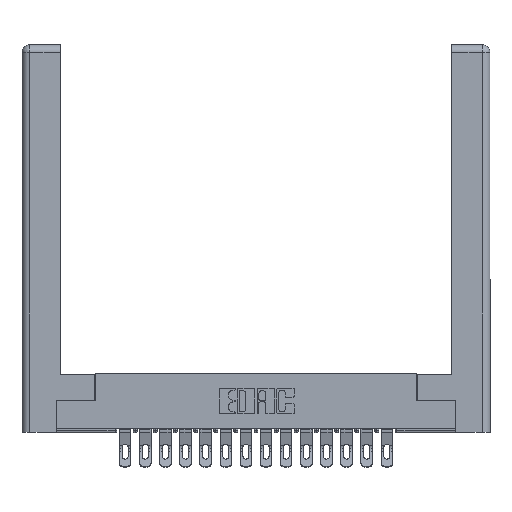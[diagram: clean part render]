
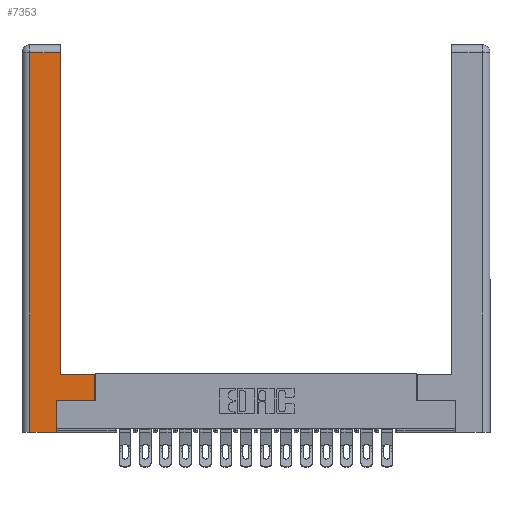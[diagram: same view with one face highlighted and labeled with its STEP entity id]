
A CAD part, top view. The second image highlights one B-rep face of the part: STEP entity #7353.
In plain terms, the highlighted planar face has unit normal (0, 0, 1).
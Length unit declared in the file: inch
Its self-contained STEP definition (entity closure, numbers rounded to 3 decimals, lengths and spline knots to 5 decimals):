
#590 = CARTESIAN_POINT ( 'NONE',  ( 0.0615, 0., 0. ) ) ;
#1274 = CARTESIAN_POINT ( 'NONE',  ( 0.295, 3., 0. ) ) ;
#1342 = CARTESIAN_POINT ( 'NONE',  ( 0.0615, 2.94, 0. ) ) ;
#1616 = LINE ( 'NONE', #11390, #2947 ) ;
#1653 = ORIENTED_EDGE ( 'NONE', *, *, #20380, .T. ) ;
#1664 = ORIENTED_EDGE ( 'NONE', *, *, #16986, .T. ) ;
#1747 = ORIENTED_EDGE ( 'NONE', *, *, #15706, .T. ) ;
#1823 = LINE ( 'NONE', #590, #8400 ) ;
#1989 = VERTEX_POINT ( 'NONE', #20718 ) ;
#2947 = VECTOR ( 'NONE', #9749, 39.37008 ) ;
#3071 = ORIENTED_EDGE ( 'NONE', *, *, #18342, .T. ) ;
#3183 = PLANE ( 'NONE',  #18510 ) ;
#4113 = LINE ( 'NONE', #20610, #13407 ) ;
#4120 = VERTEX_POINT ( 'NONE', #9146 ) ;
#4125 = EDGE_CURVE ( 'NONE', #8461, #14950, #1823, .T. ) ;
#4408 = CARTESIAN_POINT ( 'NONE',  ( 0.265, 0., 0. ) ) ;
#4764 = DIRECTION ( 'NONE',  ( 0., 1., 0. ) ) ;
#6204 = CARTESIAN_POINT ( 'NONE',  ( 0.265, 0.245, 0. ) ) ;
#6329 = CARTESIAN_POINT ( 'NONE',  ( 0.295, 0.45, 0. ) ) ;
#6363 = DIRECTION ( 'NONE',  ( 0., 1., 0. ) ) ;
#6473 = DIRECTION ( 'NONE',  ( -1., 0., 0. ) ) ;
#6502 = CARTESIAN_POINT ( 'NONE',  ( 0.265, 0., 0. ) ) ;
#6845 = CARTESIAN_POINT ( 'NONE',  ( 0., 0., 0. ) ) ;
#7022 = LINE ( 'NONE', #1274, #15472 ) ;
#7037 = DIRECTION ( 'NONE',  ( 0., 1., 0. ) ) ;
#7123 = ORIENTED_EDGE ( 'NONE', *, *, #10725, .T. ) ;
#7342 = ORIENTED_EDGE ( 'NONE', *, *, #4125, .T. ) ;
#7353 = ADVANCED_FACE ( 'NONE', ( #9939 ), #3183, .F. ) ;
#7519 = LINE ( 'NONE', #6204, #8563 ) ;
#7879 = LINE ( 'NONE', #18846, #20795 ) ;
#8400 = VECTOR ( 'NONE', #12406, 39.37008 ) ;
#8461 = VERTEX_POINT ( 'NONE', #1342 ) ;
#8555 = EDGE_CURVE ( 'NONE', #14950, #18245, #10395, .T. ) ;
#8563 = VECTOR ( 'NONE', #4764, 39.37008 ) ;
#8973 = VERTEX_POINT ( 'NONE', #20460 ) ;
#9146 = CARTESIAN_POINT ( 'NONE',  ( 0.565, 0.45, 0. ) ) ;
#9499 = ORIENTED_EDGE ( 'NONE', *, *, #17209, .T. ) ;
#9749 = DIRECTION ( 'NONE',  ( 1., 0., 0. ) ) ;
#9939 = FACE_OUTER_BOUND ( 'NONE', #20001, .T. ) ;
#10251 = DIRECTION ( 'NONE',  ( 0., 0., -1. ) ) ;
#10395 = LINE ( 'NONE', #6502, #14106 ) ;
#10525 = DIRECTION ( 'NONE',  ( -1., 0., 0. ) ) ;
#10725 = EDGE_CURVE ( 'NONE', #15621, #8973, #7022, .T. ) ;
#10786 = VECTOR ( 'NONE', #6473, 39.37008 ) ;
#10954 = CARTESIAN_POINT ( 'NONE',  ( 0.0615, 0., 0. ) ) ;
#11390 = CARTESIAN_POINT ( 'NONE',  ( 0.565, 0.245, 0. ) ) ;
#11568 = LINE ( 'NONE', #6329, #10786 ) ;
#12406 = DIRECTION ( 'NONE',  ( 0., -1., 0. ) ) ;
#13231 = VERTEX_POINT ( 'NONE', #17491 ) ;
#13407 = VECTOR ( 'NONE', #10525, 39.37008 ) ;
#13451 = DIRECTION ( 'NONE',  ( -1., 0., 0. ) ) ;
#14106 = VECTOR ( 'NONE', #15042, 39.37008 ) ;
#14950 = VERTEX_POINT ( 'NONE', #10954 ) ;
#15042 = DIRECTION ( 'NONE',  ( 1., 0., 0. ) ) ;
#15472 = VECTOR ( 'NONE', #6363, 39.37008 ) ;
#15621 = VERTEX_POINT ( 'NONE', #18211 ) ;
#15706 = EDGE_CURVE ( 'NONE', #1989, #4120, #7879, .T. ) ;
#16986 = EDGE_CURVE ( 'NONE', #4120, #15621, #11568, .T. ) ;
#17209 = EDGE_CURVE ( 'NONE', #8973, #8461, #4113, .T. ) ;
#17491 = CARTESIAN_POINT ( 'NONE',  ( 0.265, 0.245, 0. ) ) ;
#18112 = ORIENTED_EDGE ( 'NONE', *, *, #8555, .T. ) ;
#18211 = CARTESIAN_POINT ( 'NONE',  ( 0.295, 0.45, 0. ) ) ;
#18245 = VERTEX_POINT ( 'NONE', #4408 ) ;
#18342 = EDGE_CURVE ( 'NONE', #18245, #13231, #7519, .T. ) ;
#18510 = AXIS2_PLACEMENT_3D ( 'NONE', #6845, #10251, #13451 ) ;
#18846 = CARTESIAN_POINT ( 'NONE',  ( 0.565, 0.45, 0. ) ) ;
#20001 = EDGE_LOOP ( 'NONE', ( #7123, #9499, #7342, #18112, #3071, #1653, #1747, #1664 ) ) ;
#20380 = EDGE_CURVE ( 'NONE', #13231, #1989, #1616, .T. ) ;
#20460 = CARTESIAN_POINT ( 'NONE',  ( 0.295, 2.94, 0. ) ) ;
#20610 = CARTESIAN_POINT ( 'NONE',  ( 0.0615, 2.94, 0. ) ) ;
#20718 = CARTESIAN_POINT ( 'NONE',  ( 0.565, 0.245, 0. ) ) ;
#20795 = VECTOR ( 'NONE', #7037, 39.37008 ) ;
